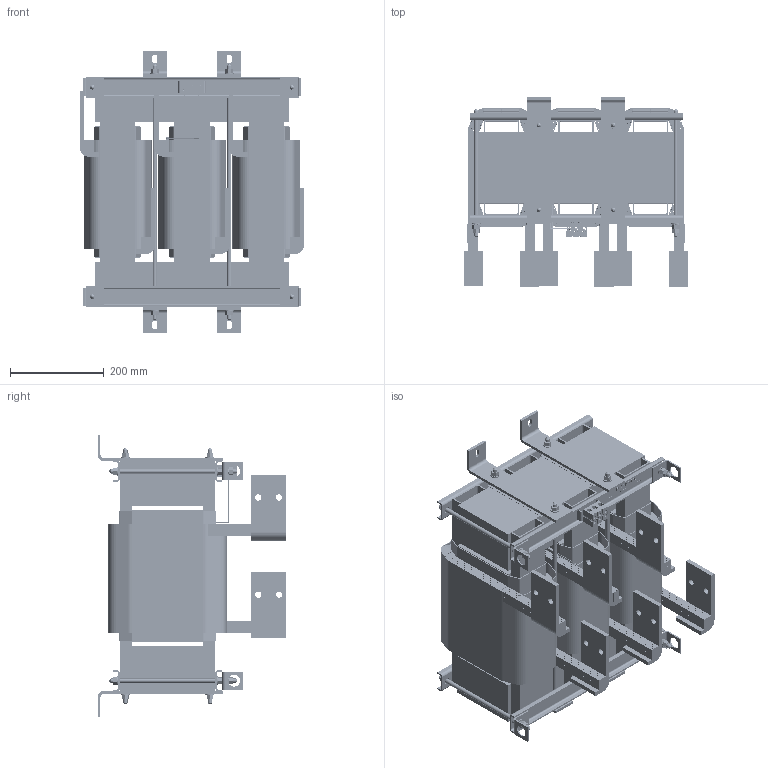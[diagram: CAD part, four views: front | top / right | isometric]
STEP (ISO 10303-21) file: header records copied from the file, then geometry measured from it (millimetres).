
FILE_DESCRIPTION(/* description */ (''),/* implementation_level */ '2;1');
FILE_NAME(/* name */ 'KTRMG850AX2.stp',/* time_stamp */ '2020-06-03T10:15:53-05:00',/* author */ ('jnelson'),/* organization */ (''),/* preprocessor_version */ 'ST-DEVELOPER v17',/* originating_system */ 'Autodesk Inventor 2019',/* authorisation */ '');
FILE_SCHEMA (('AUTOMOTIVE_DESIGN { 1 0 10303 214 3 1 1 }'));
Products named in the file (34): KTRMG850AX2; 24728; 24796; 14965; 28224; 28224-core wrap; 24728-Coil Winding; 24728-Outer wrap; 24202; 31006; 31006_1; 31003 - Bracket; 22543; 22215; 4948; 26328; 23973; 1608; 30097- LARGE  BLANK  (REACTOR); Cell Label; 30856; 11626 AND 1509; 1509; 11626; 23571; 29477-KTRMG362AMSX1; 28453; 28453_1; 11923insert-hex head; 11923-1; 11923-HEX SCREW; 31615; 14331 WIRING KTRMG362AMS Short Bend; 14331 WIRING KTRMG362AMS
Assembly tree (89 placements, depth 4):
  KTRMG850AX2
    24202  x2
    24728  x3
      24796
        14965  x3
        28224  x3
      28224-core wrap
      24728-Coil Winding
      24728-Outer wrap
    26328  x4
    22543  x3
    31006
      31006_1
      31003 - Bracket
    22215  x4
    4948  x4
    11626 AND 1509  x20
      1509
      11626
    23973  x4
    1608  x4
    30097- LARGE  BLANK  (REACTOR)
    Cell Label
    30856  x4
    23571  x6
    29477-KTRMG362AMSX1
    28453
      28453_1
      11923insert-hex head  x3
        11923-1
        11923-HEX SCREW
    14331 WIRING KTRMG362AMS  x2
    14331 WIRING KTRMG362AMS Short Bend  x2
    31615
Bounding box: 478.13 x 402.93 x 602.74 mm (x, y, z)
Volume: 37032356.9 mm3; surface area: 9607263.6 mm2
Topology: 365 solids, 365 shells, 10523 faces, 28551 edges, 18803 vertices
Faces by surface type: plane 5484, cylinder 4749, bspline 214, cone 72, sphere 4
Full cylindrical faces by diameter (mm): 1.524 x10, 3.175 x3, 3.472 x3, 4.166 x2, 4.496 x3, 4.724 x2, 5.172 x30, 5.436 x2, 6.35 x36, 6.604 x6, 7.01 x6, 7.798 x24, 9.525 x28, 11.176 x12, 13.462 x12, 19.05 x20, 25.4 x4
Entity records: 111750 total; most frequent: CARTESIAN_POINT 23663, ORIENTED_EDGE 18324, DIRECTION 17802, EDGE_CURVE 9162, LINE 6194, VECTOR 6194, VERTEX_POINT 6072, AXIS2_PLACEMENT_3D 5804
